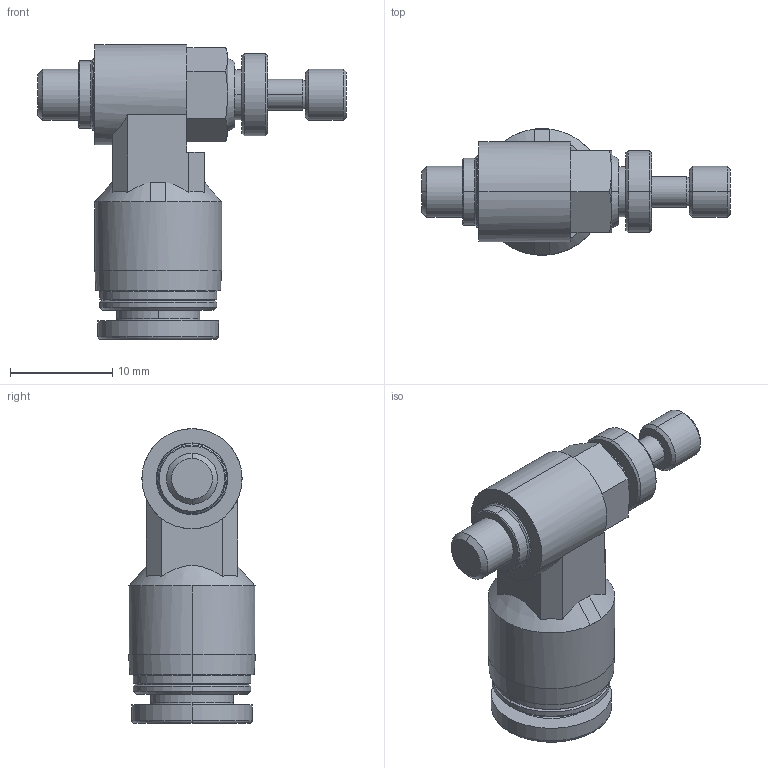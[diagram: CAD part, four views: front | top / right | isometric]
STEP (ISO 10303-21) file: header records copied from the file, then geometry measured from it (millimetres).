
FILE_DESCRIPTION(/* description */ (''),/* implementation_level */ '2;1');
FILE_NAME(/* name */ 'JSC1-4-M5MM.stp',/* time_stamp */ '2025-05-15T13:17:43-04:00',/* author */ ('esanner'),/* organization */ (''),/* preprocessor_version */ 'ST-DEVELOPER v19',/* originating_system */ 'AutoCAD Mechanical',/* authorisation */ '');
FILE_SCHEMA (('AUTOMOTIVE_DESIGN { 1 0 10303 214 3 1 1 }'));
Length unit declared in the file: millimetre
Products named in the file (1): Product
Bounding box: 30.21 x 12.4 x 28.85 mm (x, y, z)
Volume: 2847.3 mm3; surface area: 2091.3 mm2
Topology: 1 solids, 1 shells, 106 faces, 236 edges, 145 vertices
Faces by surface type: plane 35, cone 34, cylinder 29, torus 6, bspline 2
Full cylindrical faces by diameter (mm): 5 x1
Entity records: 3032 total; most frequent: CARTESIAN_POINT 639, DIRECTION 535, ORIENTED_EDGE 472, EDGE_CURVE 236, AXIS2_PLACEMENT_3D 220, VERTEX_POINT 145, EDGE_LOOP 119, CIRCLE 113
